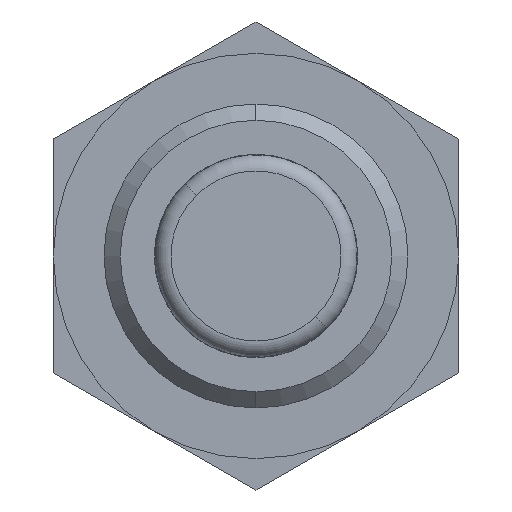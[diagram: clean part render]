
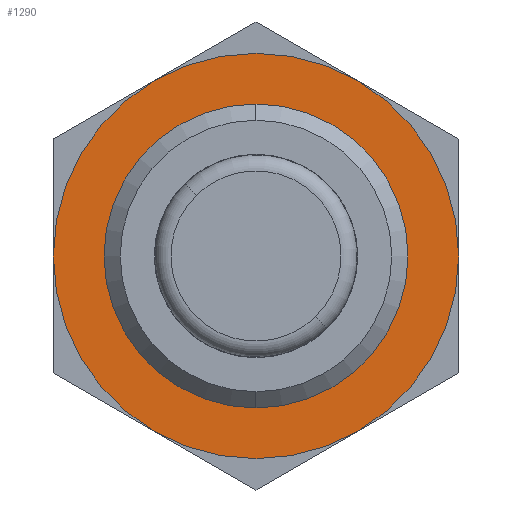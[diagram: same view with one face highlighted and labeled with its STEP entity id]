
A CAD part, left-side view. The second image highlights one B-rep face of the part: STEP entity #1290.
In plain terms, the highlighted planar face has unit normal (-1, 0, 0).
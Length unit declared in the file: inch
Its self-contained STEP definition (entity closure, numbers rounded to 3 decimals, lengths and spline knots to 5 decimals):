
#16 = CIRCLE ( 'NONE', #547, 0.25 ) ;
#89 = DIRECTION ( 'NONE',  ( 1., 0., 0. ) ) ;
#117 = CIRCLE ( 'NONE', #390, 0.1875 ) ;
#161 = AXIS2_PLACEMENT_3D ( 'NONE', #894, #89, #1429 ) ;
#190 = DIRECTION ( 'NONE',  ( 1., 0., 0. ) ) ;
#202 = DIRECTION ( 'NONE',  ( 1., 0., 0. ) ) ;
#213 = DIRECTION ( 'NONE',  ( 0., 0., -1. ) ) ;
#296 = CARTESIAN_POINT ( 'NONE',  ( 0.28, 0., 0. ) ) ;
#315 = CARTESIAN_POINT ( 'NONE',  ( 0.28, 0., 0.25 ) ) ;
#360 = CIRCLE ( 'NONE', #438, 0.1875 ) ;
#390 = AXIS2_PLACEMENT_3D ( 'NONE', #1273, #190, #758 ) ;
#438 = AXIS2_PLACEMENT_3D ( 'NONE', #735, #202, #213 ) ;
#540 = ORIENTED_EDGE ( 'NONE', *, *, #989, .T. ) ;
#547 = AXIS2_PLACEMENT_3D ( 'NONE', #713, #1605, #576 ) ;
#576 = DIRECTION ( 'NONE',  ( 0., 0., -1. ) ) ;
#628 = VERTEX_POINT ( 'NONE', #1193 ) ;
#654 = VERTEX_POINT ( 'NONE', #1359 ) ;
#713 = CARTESIAN_POINT ( 'NONE',  ( 0.28, 0., 0. ) ) ;
#735 = CARTESIAN_POINT ( 'NONE',  ( 0.28, 0., 0. ) ) ;
#758 = DIRECTION ( 'NONE',  ( 0., 0., -1. ) ) ;
#775 = CARTESIAN_POINT ( 'NONE',  ( 0.28, 0., -0.1875 ) ) ;
#791 = ORIENTED_EDGE ( 'NONE', *, *, #1148, .F. ) ;
#832 = DIRECTION ( 'NONE',  ( 1., 0., 0. ) ) ;
#879 = EDGE_CURVE ( 'NONE', #654, #904, #1541, .T. ) ;
#891 = AXIS2_PLACEMENT_3D ( 'NONE', #296, #832, #1344 ) ;
#894 = CARTESIAN_POINT ( 'NONE',  ( 0.28, 0., 0. ) ) ;
#904 = VERTEX_POINT ( 'NONE', #315 ) ;
#975 = EDGE_CURVE ( 'NONE', #628, #1439, #360, .T. ) ;
#989 = EDGE_CURVE ( 'NONE', #1439, #628, #117, .T. ) ;
#1129 = PLANE ( 'NONE',  #161 ) ;
#1148 = EDGE_CURVE ( 'NONE', #904, #654, #16, .T. ) ;
#1193 = CARTESIAN_POINT ( 'NONE',  ( 0.28, 0., 0.1875 ) ) ;
#1257 = ORIENTED_EDGE ( 'NONE', *, *, #975, .T. ) ;
#1262 = FACE_OUTER_BOUND ( 'NONE', #1276, .T. ) ;
#1273 = CARTESIAN_POINT ( 'NONE',  ( 0.28, 0., 0. ) ) ;
#1276 = EDGE_LOOP ( 'NONE', ( #791, #1620 ) ) ;
#1290 = ADVANCED_FACE ( 'NONE', ( #1262, #1517 ), #1129, .F. ) ;
#1344 = DIRECTION ( 'NONE',  ( 0., 0., -1. ) ) ;
#1359 = CARTESIAN_POINT ( 'NONE',  ( 0.28, 0., -0.25 ) ) ;
#1413 = EDGE_LOOP ( 'NONE', ( #1257, #540 ) ) ;
#1429 = DIRECTION ( 'NONE',  ( 0., 0., -1. ) ) ;
#1439 = VERTEX_POINT ( 'NONE', #775 ) ;
#1517 = FACE_BOUND ( 'NONE', #1413, .T. ) ;
#1541 = CIRCLE ( 'NONE', #891, 0.25 ) ;
#1605 = DIRECTION ( 'NONE',  ( 1., 0., 0. ) ) ;
#1620 = ORIENTED_EDGE ( 'NONE', *, *, #879, .F. ) ;
